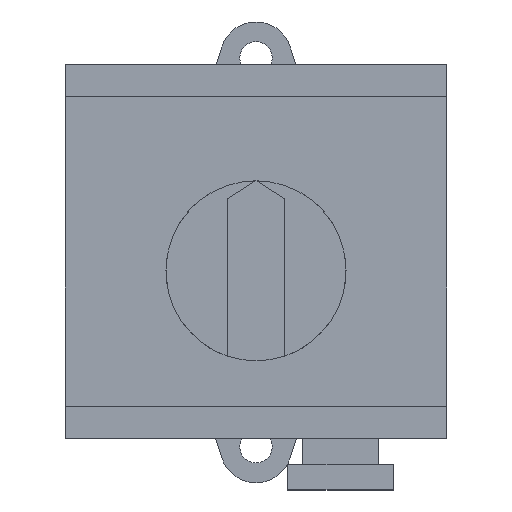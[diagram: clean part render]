
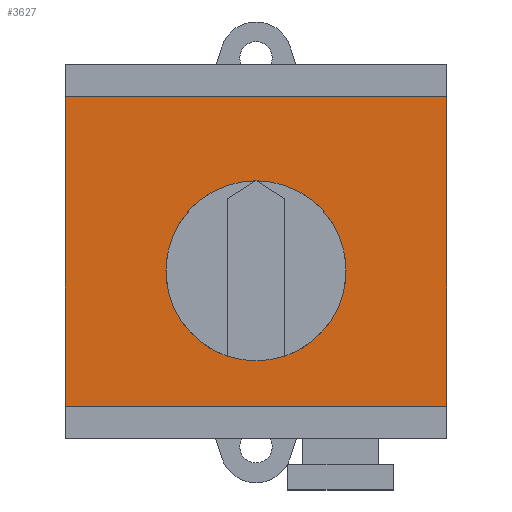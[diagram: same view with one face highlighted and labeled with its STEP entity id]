
A CAD part, top view. The second image highlights one B-rep face of the part: STEP entity #3627.
In plain terms, the highlighted planar face has unit normal (0, 0, 1).
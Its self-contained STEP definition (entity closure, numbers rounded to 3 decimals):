
#3571=CARTESIAN_POINT('',(-4.,21.401,69.8));
#3572=VERTEX_POINT('',#3571);
#3579=CARTESIAN_POINT('',(49.,21.401,69.8));
#3580=VERTEX_POINT('',#3579);
#3581=CARTESIAN_POINT('',(49.,21.401,69.8));
#3582=DIRECTION('',(-1.0,0.0,0.0));
#3583=VECTOR('',#3582,53.0);
#3584=LINE('',#3581,#3583);
#3585=EDGE_CURVE('',#3580,#3572,#3584,.T.);
#3597=CARTESIAN_POINT('',(49.,21.401,69.8));
#3598=DIRECTION('',(0.0,0.0,1.0));
#3599=DIRECTION('',(1.0,0.0,0.0));
#3600=AXIS2_PLACEMENT_3D('',#3597,#3598,#3599);
#3601=PLANE('',#3600);
#3602=CARTESIAN_POINT('',(-4.,-21.599,69.8));
#3603=VERTEX_POINT('',#3602);
#3604=CARTESIAN_POINT('',(-4.,21.401,69.8));
#3605=DIRECTION('',(0.0,-1.0,0.0));
#3606=VECTOR('',#3605,43.);
#3607=LINE('',#3604,#3606);
#3608=EDGE_CURVE('',#3572,#3603,#3607,.T.);
#3609=ORIENTED_EDGE('',*,*,#3608,.T.);
#3610=CARTESIAN_POINT('',(49.,-21.599,69.8));
#3611=VERTEX_POINT('',#3610);
#3612=CARTESIAN_POINT('',(49.,-21.599,69.8));
#3613=DIRECTION('',(-1.0,0.0,0.0));
#3614=VECTOR('',#3613,53.);
#3615=LINE('',#3612,#3614);
#3616=EDGE_CURVE('',#3611,#3603,#3615,.T.);
#3617=ORIENTED_EDGE('',*,*,#3616,.F.);
#3618=CARTESIAN_POINT('',(49.,-21.599,69.8));
#3619=DIRECTION('',(0.0,1.0,0.0));
#3620=VECTOR('',#3619,43.);
#3621=LINE('',#3618,#3620);
#3622=EDGE_CURVE('',#3611,#3580,#3621,.T.);
#3623=ORIENTED_EDGE('',*,*,#3622,.T.);
#3624=ORIENTED_EDGE('',*,*,#3585,.T.);
#3625=EDGE_LOOP('',(#3609,#3617,#3623,#3624));
#3626=FACE_OUTER_BOUND('',#3625,.T.);
#3627=ADVANCED_FACE('',(#3626),#3601,.T.);
